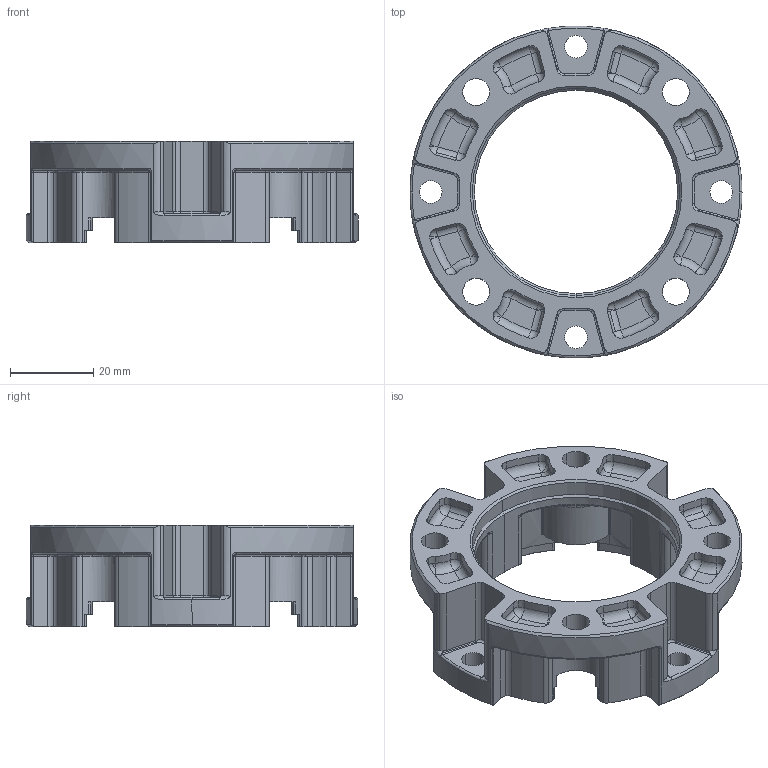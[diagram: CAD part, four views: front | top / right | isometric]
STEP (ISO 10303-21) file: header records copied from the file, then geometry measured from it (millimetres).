
FILE_DESCRIPTION(/* description */ ('Alibre Inc.'),/* implementation_level */ '2;1');
FILE_NAME(/* name */ 'export-CA6AD0A0-BD26-46A6-93A8-F8EC539FAFC4',/* time_stamp */ '2021-01-02T11:53:54+01:00',/* author */ (''),/* organization */ (''),/* preprocessor_version */ 'ST-DEVELOPER v17',/* originating_system */ 'Alibre',/* authorisation */ '');
FILE_SCHEMA (('AUTOMOTIVE_DESIGN'));
Length unit declared in the file: millimetre
Products named in the file (1): FU-MV30-MRQ03_2
Bounding box: 80 x 79.87 x 24.5 mm (x, y, z)
Volume: 32888.9 mm3; surface area: 19494.6 mm2
Topology: 1 solids, 1 shells, 719 faces, 1942 edges, 1223 vertices
Faces by surface type: cylinder 392, torus 124, plane 73, sphere 62, bspline 48, cone 20
Entity records: 30811 total; most frequent: CARTESIAN_POINT 13960, ORIENTED_EDGE 3866, DIRECTION 3375, EDGE_CURVE 1933, AXIS2_PLACEMENT_3D 1504, VERTEX_POINT 1223, CIRCLE 1066, EDGE_LOOP 744
